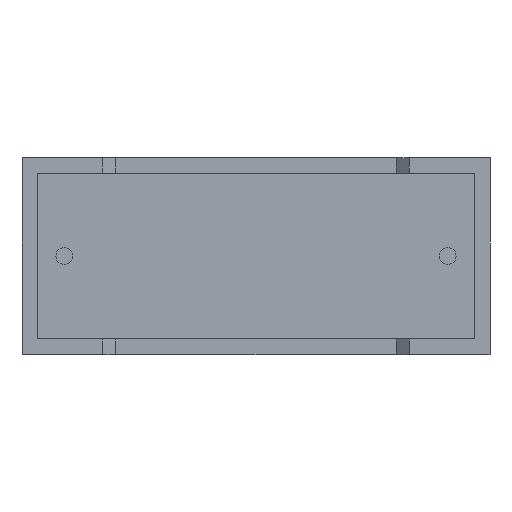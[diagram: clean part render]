
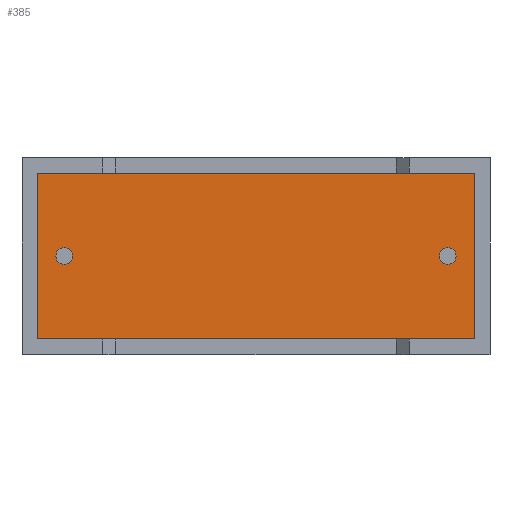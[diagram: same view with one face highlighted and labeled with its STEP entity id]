
A CAD part, front view. The second image highlights one B-rep face of the part: STEP entity #385.
In plain terms, the highlighted planar face has unit normal (0, -1, 0).
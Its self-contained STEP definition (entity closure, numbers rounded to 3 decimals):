
#28 = LINE ( 'NONE', #2355, #2169 ) ;
#116 = CARTESIAN_POINT ( 'NONE',  ( 17.69, 0.75, 7.09 ) ) ;
#169 = VERTEX_POINT ( 'NONE', #1383 ) ;
#179 = CARTESIAN_POINT ( 'NONE',  ( 1.65, 0.75, 3.85 ) ) ;
#182 = EDGE_CURVE ( 'NONE', #974, #2677, #2513, .T. ) ;
#189 = DIRECTION ( 'NONE',  ( 0., 0., -1. ) ) ;
#208 = CIRCLE ( 'NONE', #2965, 0.325 ) ;
#222 = DIRECTION ( 'NONE',  ( 0., -1., 0. ) ) ;
#278 = VERTEX_POINT ( 'NONE', #2596 ) ;
#377 = AXIS2_PLACEMENT_3D ( 'NONE', #2303, #2725, #189 ) ;
#385 = ADVANCED_FACE ( 'NONE', ( #567, #2446, #1737 ), #1072, .T. ) ;
#521 = EDGE_LOOP ( 'NONE', ( #2051, #1250 ) ) ;
#567 = FACE_BOUND ( 'NONE', #521, .T. ) ;
#706 = CARTESIAN_POINT ( 'NONE',  ( 17.69, 0.75, 0.61 ) ) ;
#721 = DIRECTION ( 'NONE',  ( 0., -1., 0. ) ) ;
#743 = EDGE_CURVE ( 'NONE', #278, #169, #28, .T. ) ;
#755 = DIRECTION ( 'NONE',  ( 0., 0., 1. ) ) ;
#847 = VERTEX_POINT ( 'NONE', #2724 ) ;
#933 = CARTESIAN_POINT ( 'NONE',  ( 0.61, 0.75, 7.09 ) ) ;
#949 = EDGE_CURVE ( 'NONE', #2656, #1728, #1925, .T. ) ;
#969 = CARTESIAN_POINT ( 'NONE',  ( 16.65, 0.75, 4.175 ) ) ;
#974 = VERTEX_POINT ( 'NONE', #2139 ) ;
#1072 = PLANE ( 'NONE',  #1178 ) ;
#1073 = CARTESIAN_POINT ( 'NONE',  ( 1.65, 0.75, 4.175 ) ) ;
#1178 = AXIS2_PLACEMENT_3D ( 'NONE', #1784, #2742, #2262 ) ;
#1218 = DIRECTION ( 'NONE',  ( 1., 0., 0. ) ) ;
#1221 = ORIENTED_EDGE ( 'NONE', *, *, #1529, .T. ) ;
#1227 = DIRECTION ( 'NONE',  ( 0., 0., -1. ) ) ;
#1231 = CARTESIAN_POINT ( 'NONE',  ( 0.61, 0.75, 7.09 ) ) ;
#1250 = ORIENTED_EDGE ( 'NONE', *, *, #3046, .F. ) ;
#1288 = VECTOR ( 'NONE', #1721, 1000. ) ;
#1364 = AXIS2_PLACEMENT_3D ( 'NONE', #2133, #2315, #2605 ) ;
#1383 = CARTESIAN_POINT ( 'NONE',  ( 17.69, 0.75, 0.61 ) ) ;
#1387 = VECTOR ( 'NONE', #1453, 1000. ) ;
#1414 = CIRCLE ( 'NONE', #1364, 0.325 ) ;
#1453 = DIRECTION ( 'NONE',  ( 0., 0., -1. ) ) ;
#1529 = EDGE_CURVE ( 'NONE', #1728, #278, #3052, .T. ) ;
#1560 = ORIENTED_EDGE ( 'NONE', *, *, #1817, .F. ) ;
#1594 = VECTOR ( 'NONE', #755, 1000. ) ;
#1648 = DIRECTION ( 'NONE',  ( 0., 0., -1. ) ) ;
#1721 = DIRECTION ( 'NONE',  ( -1., 0., 0. ) ) ;
#1725 = EDGE_CURVE ( 'NONE', #169, #2656, #2339, .T. ) ;
#1728 = VERTEX_POINT ( 'NONE', #933 ) ;
#1737 = FACE_BOUND ( 'NONE', #1920, .T. ) ;
#1784 = CARTESIAN_POINT ( 'NONE',  ( 0., 0.75, 0. ) ) ;
#1817 = EDGE_CURVE ( 'NONE', #2677, #974, #208, .T. ) ;
#1893 = ORIENTED_EDGE ( 'NONE', *, *, #1725, .T. ) ;
#1920 = EDGE_LOOP ( 'NONE', ( #1560, #2404 ) ) ;
#1925 = LINE ( 'NONE', #2850, #1288 ) ;
#2051 = ORIENTED_EDGE ( 'NONE', *, *, #2784, .F. ) ;
#2128 = CARTESIAN_POINT ( 'NONE',  ( 1.65, 0.75, 3.85 ) ) ;
#2129 = ORIENTED_EDGE ( 'NONE', *, *, #743, .T. ) ;
#2133 = CARTESIAN_POINT ( 'NONE',  ( 16.65, 0.75, 3.85 ) ) ;
#2139 = CARTESIAN_POINT ( 'NONE',  ( 1.65, 0.75, 3.525 ) ) ;
#2169 = VECTOR ( 'NONE', #1218, 1000. ) ;
#2262 = DIRECTION ( 'NONE',  ( 0., 0., -1. ) ) ;
#2303 = CARTESIAN_POINT ( 'NONE',  ( 16.65, 0.75, 3.85 ) ) ;
#2315 = DIRECTION ( 'NONE',  ( 0., -1., 0. ) ) ;
#2339 = LINE ( 'NONE', #706, #1594 ) ;
#2355 = CARTESIAN_POINT ( 'NONE',  ( 0.61, 0.75, 0.61 ) ) ;
#2369 = EDGE_LOOP ( 'NONE', ( #1221, #2129, #1893, #2372 ) ) ;
#2372 = ORIENTED_EDGE ( 'NONE', *, *, #949, .T. ) ;
#2404 = ORIENTED_EDGE ( 'NONE', *, *, #182, .F. ) ;
#2446 = FACE_OUTER_BOUND ( 'NONE', #2369, .T. ) ;
#2465 = AXIS2_PLACEMENT_3D ( 'NONE', #179, #222, #1648 ) ;
#2513 = CIRCLE ( 'NONE', #2465, 0.325 ) ;
#2596 = CARTESIAN_POINT ( 'NONE',  ( 0.61, 0.75, 0.61 ) ) ;
#2605 = DIRECTION ( 'NONE',  ( 0., 0., -1. ) ) ;
#2656 = VERTEX_POINT ( 'NONE', #116 ) ;
#2677 = VERTEX_POINT ( 'NONE', #1073 ) ;
#2724 = CARTESIAN_POINT ( 'NONE',  ( 16.65, 0.75, 3.525 ) ) ;
#2725 = DIRECTION ( 'NONE',  ( 0., -1., 0. ) ) ;
#2742 = DIRECTION ( 'NONE',  ( 0., -1., 0. ) ) ;
#2784 = EDGE_CURVE ( 'NONE', #2839, #847, #1414, .T. ) ;
#2839 = VERTEX_POINT ( 'NONE', #969 ) ;
#2850 = CARTESIAN_POINT ( 'NONE',  ( 17.69, 0.75, 7.09 ) ) ;
#2892 = CIRCLE ( 'NONE', #377, 0.325 ) ;
#2965 = AXIS2_PLACEMENT_3D ( 'NONE', #2128, #721, #1227 ) ;
#3046 = EDGE_CURVE ( 'NONE', #847, #2839, #2892, .T. ) ;
#3052 = LINE ( 'NONE', #1231, #1387 ) ;
